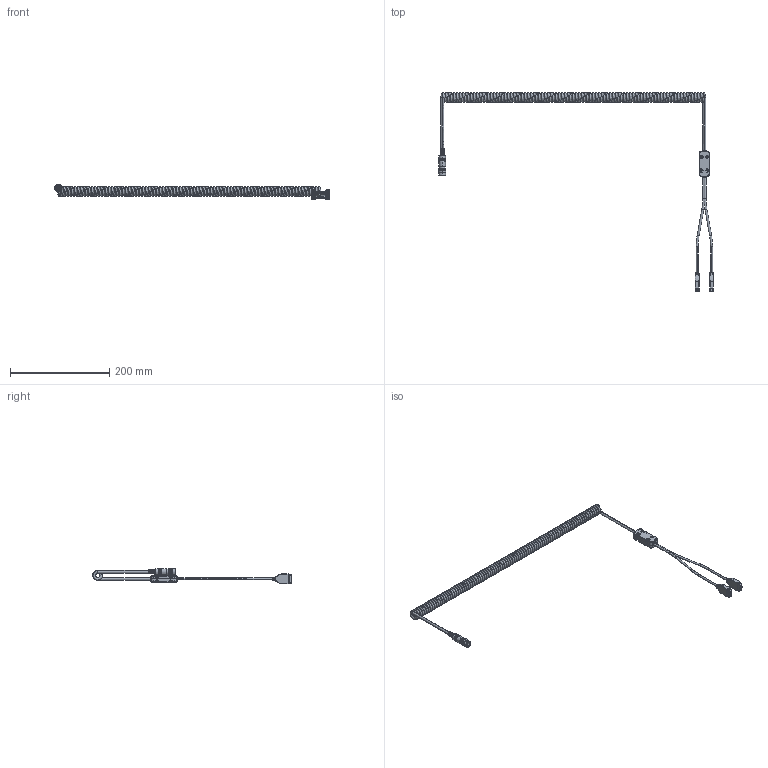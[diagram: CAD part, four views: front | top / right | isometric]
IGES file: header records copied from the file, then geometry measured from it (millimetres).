
Start section: SolidWorks IGES file using analytic representation for surfaces
Global section: file name: VT2171_interface.IGS; native system: SolidWorks 2007; preprocessor: SolidWorks 2007; author: tmiller; date: 080913.174319; units: inch
Bounding box: 554.32 x 400.24 x 31.5 mm (x, y, z)
Surface area: 98890.8 mm2 (no closed solid volume)
Topology: 0 solids, 0 shells, 939 faces, 7165 edges, 7095 vertices
Faces by surface type: bspline 579, revolution 360
